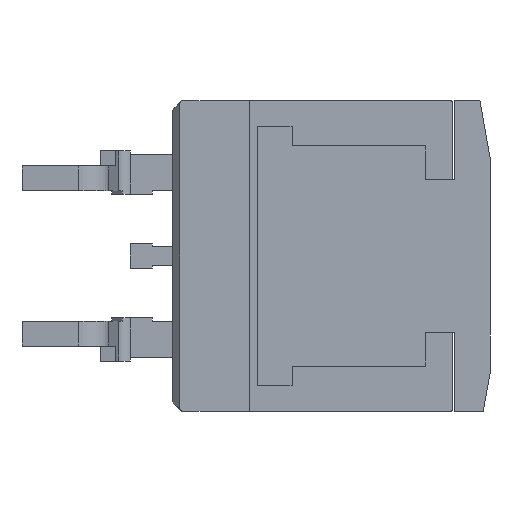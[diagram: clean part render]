
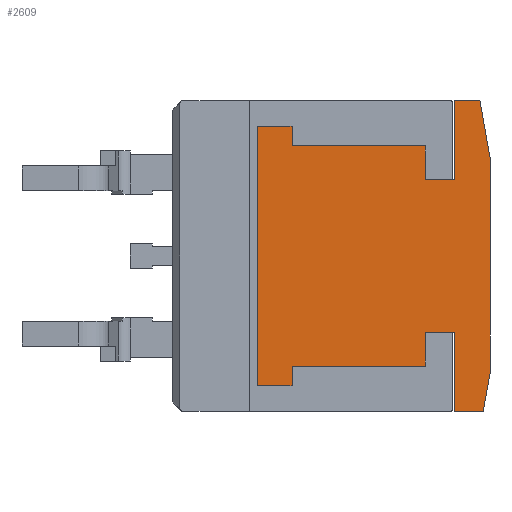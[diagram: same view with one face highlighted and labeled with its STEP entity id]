
A CAD part, front view. The second image highlights one B-rep face of the part: STEP entity #2609.
In plain terms, the highlighted planar face has unit normal (0, -1, 0).
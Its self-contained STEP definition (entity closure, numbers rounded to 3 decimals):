
#23 = LINE ( 'NONE', #6522, #2057 ) ;
#50 = CARTESIAN_POINT ( 'NONE',  ( 6.427, -0.005, -5.1 ) ) ;
#169 = EDGE_CURVE ( 'NONE', #1664, #2268, #2109, .T. ) ;
#181 = LINE ( 'NONE', #1324, #1066 ) ;
#186 = DIRECTION ( 'NONE',  ( -1., 0., 0. ) ) ;
#266 = VERTEX_POINT ( 'NONE', #2230 ) ;
#328 = CARTESIAN_POINT ( 'NONE',  ( 0.002, -0.005, -4.25 ) ) ;
#361 = CARTESIAN_POINT ( 'NONE',  ( 5.488, -0.005, -2.5 ) ) ;
#403 = ORIENTED_EDGE ( 'NONE', *, *, #977, .F. ) ;
#407 = VERTEX_POINT ( 'NONE', #6019 ) ;
#483 = CARTESIAN_POINT ( 'NONE',  ( 6.427, -0.005, 2.5 ) ) ;
#504 = ORIENTED_EDGE ( 'NONE', *, *, #2187, .F. ) ;
#550 = VERTEX_POINT ( 'NONE', #328 ) ;
#774 = DIRECTION ( 'NONE',  ( 1., 0., 0. ) ) ;
#777 = VECTOR ( 'NONE', #186, 1000. ) ;
#786 = EDGE_CURVE ( 'NONE', #2268, #877, #1283, .T. ) ;
#834 = ORIENTED_EDGE ( 'NONE', *, *, #169, .F. ) ;
#877 = VERTEX_POINT ( 'NONE', #5381 ) ;
#889 = DIRECTION ( 'NONE',  ( 0., 0., -1. ) ) ;
#977 = EDGE_CURVE ( 'NONE', #6208, #1330, #23, .T. ) ;
#1066 = VECTOR ( 'NONE', #6209, 1000. ) ;
#1081 = ORIENTED_EDGE ( 'NONE', *, *, #1294, .F. ) ;
#1144 = CARTESIAN_POINT ( 'NONE',  ( 7.601, -0.005, 3.22 ) ) ;
#1260 = VERTEX_POINT ( 'NONE', #2985 ) ;
#1270 = LINE ( 'NONE', #5402, #6053 ) ;
#1283 = LINE ( 'NONE', #2383, #2080 ) ;
#1294 = EDGE_CURVE ( 'NONE', #877, #3659, #4950, .T. ) ;
#1306 = CARTESIAN_POINT ( 'NONE',  ( 7.27, -0.005, 5.1 ) ) ;
#1324 = CARTESIAN_POINT ( 'NONE',  ( 0.002, -0.005, 4.175 ) ) ;
#1330 = VERTEX_POINT ( 'NONE', #483 ) ;
#1354 = ORIENTED_EDGE ( 'NONE', *, *, #3500, .F. ) ;
#1373 = CARTESIAN_POINT ( 'NONE',  ( 6.427, -0.005, -2.5 ) ) ;
#1471 = DIRECTION ( 'NONE',  ( -0.174, 0., -0.985 ) ) ;
#1480 = VECTOR ( 'NONE', #1471, 1000. ) ;
#1621 = VECTOR ( 'NONE', #1742, 1000. ) ;
#1664 = VERTEX_POINT ( 'NONE', #1306 ) ;
#1699 = LINE ( 'NONE', #2170, #4629 ) ;
#1742 = DIRECTION ( 'NONE',  ( 0., 0., -1. ) ) ;
#1822 = EDGE_CURVE ( 'NONE', #5392, #266, #1699, .T. ) ;
#1869 = ORIENTED_EDGE ( 'NONE', *, *, #6206, .F. ) ;
#1956 = VERTEX_POINT ( 'NONE', #6294 ) ;
#2032 = CARTESIAN_POINT ( 'NONE',  ( 5.488, -0.005, 3.603 ) ) ;
#2057 = VECTOR ( 'NONE', #4495, 1000. ) ;
#2080 = VECTOR ( 'NONE', #3303, 1000. ) ;
#2109 = LINE ( 'NONE', #1144, #5137 ) ;
#2126 = DIRECTION ( 'NONE',  ( 1., 0., 0. ) ) ;
#2145 = EDGE_CURVE ( 'NONE', #550, #1956, #181, .T. ) ;
#2170 = CARTESIAN_POINT ( 'NONE',  ( 5.488, -0.005, -3.603 ) ) ;
#2187 = EDGE_CURVE ( 'NONE', #6083, #5392, #4897, .T. ) ;
#2195 = DIRECTION ( 'NONE',  ( -1., 0., 0. ) ) ;
#2230 = CARTESIAN_POINT ( 'NONE',  ( 1.123, -0.005, -3.603 ) ) ;
#2244 = EDGE_LOOP ( 'NONE', ( #5844, #2806, #1081, #3914, #834, #1869, #5807, #403, #3807, #4750, #2273, #4314, #5288, #1354, #4835, #5740, #504, #5084 ) ) ;
#2268 = VERTEX_POINT ( 'NONE', #2548 ) ;
#2273 = ORIENTED_EDGE ( 'NONE', *, *, #3172, .F. ) ;
#2319 = VECTOR ( 'NONE', #3059, 1000. ) ;
#2358 = CARTESIAN_POINT ( 'NONE',  ( 6.427, -0.005, 5.1 ) ) ;
#2383 = CARTESIAN_POINT ( 'NONE',  ( 7.601, -0.005, -3.18 ) ) ;
#2385 = DIRECTION ( 'NONE',  ( 0., 0., -1. ) ) ;
#2429 = LINE ( 'NONE', #2883, #2801 ) ;
#2521 = VERTEX_POINT ( 'NONE', #3699 ) ;
#2542 = AXIS2_PLACEMENT_3D ( 'NONE', #2967, #4890, #889 ) ;
#2548 = CARTESIAN_POINT ( 'NONE',  ( 7.601, -0.005, 3.22 ) ) ;
#2609 = ADVANCED_FACE ( 'NONE', ( #5928 ), #4351, .T. ) ;
#2705 = LINE ( 'NONE', #3301, #1621 ) ;
#2725 = EDGE_CURVE ( 'NONE', #4254, #3275, #4522, .T. ) ;
#2792 = CARTESIAN_POINT ( 'NONE',  ( 5.488, -0.005, 2.5 ) ) ;
#2801 = VECTOR ( 'NONE', #4506, 1000. ) ;
#2806 = ORIENTED_EDGE ( 'NONE', *, *, #3918, .F. ) ;
#2842 = VECTOR ( 'NONE', #2126, 1000. ) ;
#2883 = CARTESIAN_POINT ( 'NONE',  ( 1.123, -0.005, 3.603 ) ) ;
#2964 = LINE ( 'NONE', #5957, #2319 ) ;
#2967 = CARTESIAN_POINT ( 'NONE',  ( 0., -0.005, 0. ) ) ;
#2985 = CARTESIAN_POINT ( 'NONE',  ( 5.488, -0.005, 3.603 ) ) ;
#2992 = EDGE_CURVE ( 'NONE', #4735, #1260, #4513, .T. ) ;
#3059 = DIRECTION ( 'NONE',  ( -1., 0., 0. ) ) ;
#3148 = EDGE_CURVE ( 'NONE', #3275, #6083, #5458, .T. ) ;
#3163 = VECTOR ( 'NONE', #4761, 1000. ) ;
#3172 = EDGE_CURVE ( 'NONE', #2521, #4735, #2429, .T. ) ;
#3275 = VERTEX_POINT ( 'NONE', #6103 ) ;
#3301 = CARTESIAN_POINT ( 'NONE',  ( 5.488, -0.005, 2.5 ) ) ;
#3303 = DIRECTION ( 'NONE',  ( 0., 0., -1. ) ) ;
#3305 = CARTESIAN_POINT ( 'NONE',  ( 6.427, -0.005, 5.1 ) ) ;
#3473 = CARTESIAN_POINT ( 'NONE',  ( 7.377, -0.005, -5.1 ) ) ;
#3500 = EDGE_CURVE ( 'NONE', #407, #550, #6182, .T. ) ;
#3531 = CARTESIAN_POINT ( 'NONE',  ( 7.712, -0.005, -3.2 ) ) ;
#3541 = CARTESIAN_POINT ( 'NONE',  ( 5.488, -0.005, -3.603 ) ) ;
#3575 = CARTESIAN_POINT ( 'NONE',  ( 5.488, -0.005, -2.5 ) ) ;
#3626 = DIRECTION ( 'NONE',  ( 0.174, 0., -0.985 ) ) ;
#3659 = VERTEX_POINT ( 'NONE', #3473 ) ;
#3699 = CARTESIAN_POINT ( 'NONE',  ( 1.123, -0.005, 4.25 ) ) ;
#3807 = ORIENTED_EDGE ( 'NONE', *, *, #5146, .F. ) ;
#3914 = ORIENTED_EDGE ( 'NONE', *, *, #786, .F. ) ;
#3918 = EDGE_CURVE ( 'NONE', #3659, #4254, #2964, .T. ) ;
#4104 = DIRECTION ( 'NONE',  ( 1., 0., 0. ) ) ;
#4152 = VERTEX_POINT ( 'NONE', #2358 ) ;
#4162 = EDGE_CURVE ( 'NONE', #266, #407, #6283, .T. ) ;
#4206 = VECTOR ( 'NONE', #2385, 1000. ) ;
#4254 = VERTEX_POINT ( 'NONE', #4433 ) ;
#4256 = CARTESIAN_POINT ( 'NONE',  ( 1.123, -0.005, -3.603 ) ) ;
#4265 = VECTOR ( 'NONE', #5002, 1000. ) ;
#4314 = ORIENTED_EDGE ( 'NONE', *, *, #4725, .F. ) ;
#4351 = PLANE ( 'NONE',  #2542 ) ;
#4433 = CARTESIAN_POINT ( 'NONE',  ( 6.427, -0.005, -5.1 ) ) ;
#4435 = VECTOR ( 'NONE', #5536, 1000. ) ;
#4495 = DIRECTION ( 'NONE',  ( 1., 0., 0. ) ) ;
#4506 = DIRECTION ( 'NONE',  ( 0., 0., -1. ) ) ;
#4513 = LINE ( 'NONE', #2032, #6151 ) ;
#4522 = LINE ( 'NONE', #50, #4435 ) ;
#4629 = VECTOR ( 'NONE', #2195, 1000. ) ;
#4725 = EDGE_CURVE ( 'NONE', #1956, #2521, #5183, .T. ) ;
#4735 = VERTEX_POINT ( 'NONE', #5648 ) ;
#4750 = ORIENTED_EDGE ( 'NONE', *, *, #2992, .F. ) ;
#4761 = DIRECTION ( 'NONE',  ( 0., 0., -1. ) ) ;
#4791 = LINE ( 'NONE', #3305, #4794 ) ;
#4794 = VECTOR ( 'NONE', #5802, 1000. ) ;
#4835 = ORIENTED_EDGE ( 'NONE', *, *, #4162, .F. ) ;
#4890 = DIRECTION ( 'NONE',  ( 0., -1., 0. ) ) ;
#4897 = LINE ( 'NONE', #361, #4206 ) ;
#4950 = LINE ( 'NONE', #3531, #1480 ) ;
#5002 = DIRECTION ( 'NONE',  ( -1., 0., 0. ) ) ;
#5084 = ORIENTED_EDGE ( 'NONE', *, *, #3148, .F. ) ;
#5137 = VECTOR ( 'NONE', #3626, 1000. ) ;
#5146 = EDGE_CURVE ( 'NONE', #1260, #6208, #2705, .T. ) ;
#5183 = LINE ( 'NONE', #6072, #2842 ) ;
#5288 = ORIENTED_EDGE ( 'NONE', *, *, #2145, .F. ) ;
#5381 = CARTESIAN_POINT ( 'NONE',  ( 7.601, -0.005, -3.831 ) ) ;
#5392 = VERTEX_POINT ( 'NONE', #3541 ) ;
#5402 = CARTESIAN_POINT ( 'NONE',  ( 7.377, -0.005, 5.1 ) ) ;
#5458 = LINE ( 'NONE', #1373, #4265 ) ;
#5536 = DIRECTION ( 'NONE',  ( 0., 0., 1. ) ) ;
#5648 = CARTESIAN_POINT ( 'NONE',  ( 1.123, -0.005, 3.603 ) ) ;
#5740 = ORIENTED_EDGE ( 'NONE', *, *, #1822, .F. ) ;
#5802 = DIRECTION ( 'NONE',  ( 0., 0., 1. ) ) ;
#5807 = ORIENTED_EDGE ( 'NONE', *, *, #5893, .F. ) ;
#5844 = ORIENTED_EDGE ( 'NONE', *, *, #2725, .F. ) ;
#5893 = EDGE_CURVE ( 'NONE', #1330, #4152, #4791, .T. ) ;
#5928 = FACE_OUTER_BOUND ( 'NONE', #2244, .T. ) ;
#5957 = CARTESIAN_POINT ( 'NONE',  ( 7.377, -0.005, -5.1 ) ) ;
#6019 = CARTESIAN_POINT ( 'NONE',  ( 1.123, -0.005, -4.25 ) ) ;
#6053 = VECTOR ( 'NONE', #774, 1000. ) ;
#6072 = CARTESIAN_POINT ( 'NONE',  ( 1.123, -0.005, 4.25 ) ) ;
#6083 = VERTEX_POINT ( 'NONE', #3575 ) ;
#6103 = CARTESIAN_POINT ( 'NONE',  ( 6.427, -0.005, -2.5 ) ) ;
#6151 = VECTOR ( 'NONE', #4104, 1000. ) ;
#6182 = LINE ( 'NONE', #6345, #777 ) ;
#6206 = EDGE_CURVE ( 'NONE', #4152, #1664, #1270, .T. ) ;
#6208 = VERTEX_POINT ( 'NONE', #2792 ) ;
#6209 = DIRECTION ( 'NONE',  ( 0., 0., 1. ) ) ;
#6283 = LINE ( 'NONE', #4256, #3163 ) ;
#6294 = CARTESIAN_POINT ( 'NONE',  ( 0.002, -0.005, 4.25 ) ) ;
#6345 = CARTESIAN_POINT ( 'NONE',  ( 1.123, -0.005, -4.25 ) ) ;
#6522 = CARTESIAN_POINT ( 'NONE',  ( 6.427, -0.005, 2.5 ) ) ;
